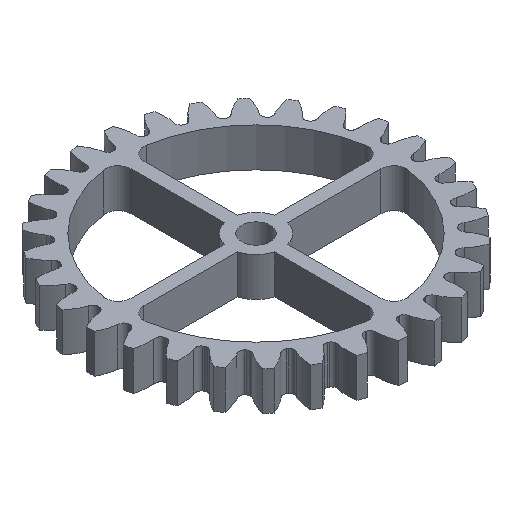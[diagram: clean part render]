
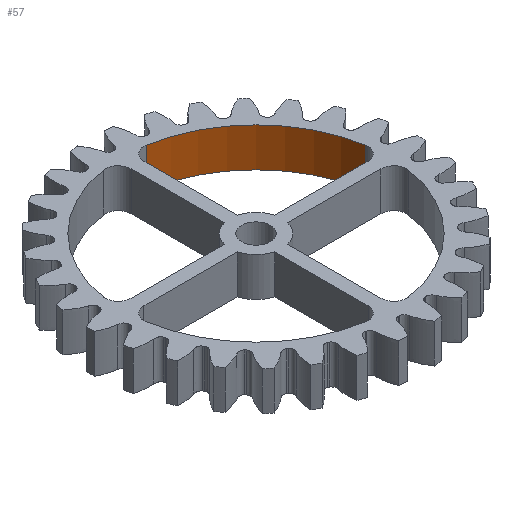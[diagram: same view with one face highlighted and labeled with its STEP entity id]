
A CAD part, isometric view. The second image highlights one B-rep face of the part: STEP entity #57.
In plain terms, the highlighted cylindrical face has radius 20.5 mm (diameter 41 mm), a partial arc.
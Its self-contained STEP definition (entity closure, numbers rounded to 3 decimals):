
#57=ADVANCED_FACE('',(#338),#340,.F.);
#338=FACE_BOUND('',#339,.T.);
#339=EDGE_LOOP('',(#2044,#2045,#2046,#2047));
#340=CYLINDRICAL_SURFACE('',#341,20.5);
#341=AXIS2_PLACEMENT_3D('',#342,#343,#344);
#342=CARTESIAN_POINT('',(0.,0.,0.));
#343=DIRECTION('',(0.,0.,1.));
#344=DIRECTION('',(0.,1.,0.));
#2044=ORIENTED_EDGE('',*,*,#6858,.F.);
#2045=ORIENTED_EDGE('',*,*,#6824,.F.);
#2046=ORIENTED_EDGE('',*,*,#6859,.F.);
#2047=ORIENTED_EDGE('',*,*,#6615,.F.);
#6615=EDGE_CURVE('',#7408,#7411,#7412,.T.);
#6824=EDGE_CURVE('',#7827,#7819,#7829,.F.);
#6858=EDGE_CURVE('',#7819,#7408,#7882,.F.);
#6859=EDGE_CURVE('',#7411,#7827,#7883,.T.);
#7408=VERTEX_POINT('',#12092);
#7411=VERTEX_POINT('',#12098);
#7412=CIRCLE('',#12099,20.5);
#7819=VERTEX_POINT('',#16230);
#7827=VERTEX_POINT('',#16248);
#7829=CIRCLE('',#16253,20.5);
#7882=LINE('',#16388,#16389);
#7883=LINE('',#16391,#16392);
#12092=CARTESIAN_POINT('',(20.229,3.324,0.));
#12098=CARTESIAN_POINT('',(3.324,20.229,0.));
#12099=AXIS2_PLACEMENT_3D('',#12100,#12101,#12102);
#12100=CARTESIAN_POINT('',(0.,0.,0.));
#12101=DIRECTION('',(0.,0.,1.));
#12102=DIRECTION('',(0.987,0.162,0.));
#16230=CARTESIAN_POINT('',(20.229,3.324,6.));
#16248=CARTESIAN_POINT('',(3.324,20.229,6.));
#16253=AXIS2_PLACEMENT_3D('',#16254,#16255,#16256);
#16254=CARTESIAN_POINT('',(0.,0.,6.));
#16255=DIRECTION('',(0.,0.,1.));
#16256=DIRECTION('',(0.987,0.162,0.));
#16388=CARTESIAN_POINT('',(20.229,3.324,0.));
#16389=VECTOR('',#16390,1.);
#16390=DIRECTION('',(0.,0.,1.));
#16391=CARTESIAN_POINT('',(3.324,20.229,0.));
#16392=VECTOR('',#16393,1.);
#16393=DIRECTION('',(0.,0.,1.));
